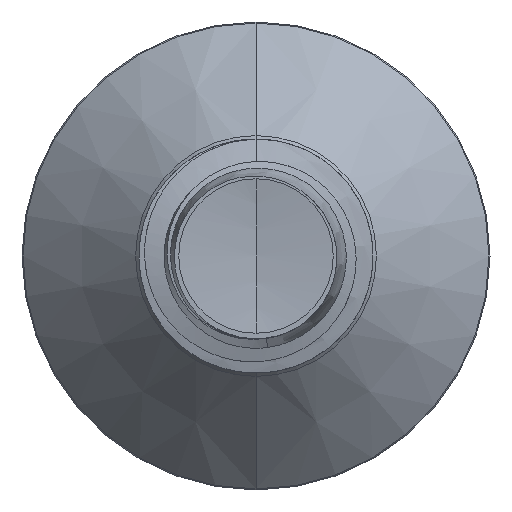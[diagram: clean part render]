
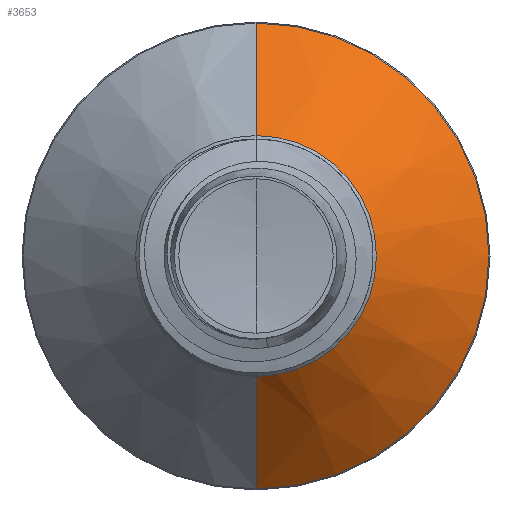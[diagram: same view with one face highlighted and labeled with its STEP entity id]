
A CAD part, front view. The second image highlights one B-rep face of the part: STEP entity #3653.
In plain terms, the highlighted conical face has half-angle 45 degrees and reference radius 3.088 mm.
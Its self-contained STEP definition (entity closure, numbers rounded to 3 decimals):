
#721 = VERTEX_POINT ( 'NONE', #4459 ) ;
#821 = EDGE_CURVE ( 'NONE', #24320, #2759, #19219, .T. ) ;
#978 = VERTEX_POINT ( 'NONE', #19406 ) ;
#994 = DIRECTION ( 'NONE',  ( 0., 0., 1. ) ) ;
#1163 = EDGE_CURVE ( 'NONE', #721, #24320, #17735, .T. ) ;
#1209 = ORIENTED_EDGE ( 'NONE', *, *, #821, .T. ) ;
#1651 = DIRECTION ( 'NONE',  ( 0., 0., 1. ) ) ;
#2064 = CARTESIAN_POINT ( 'NONE',  ( 0., 15.239, -3.089 ) ) ;
#2339 = CIRCLE ( 'NONE', #6969, 5.974 ) ;
#2759 = VERTEX_POINT ( 'NONE', #21224 ) ;
#2869 = CARTESIAN_POINT ( 'NONE',  ( 0., 15.239, 0. ) ) ;
#3653 = ADVANCED_FACE ( 'NONE', ( #9629 ), #8720, .T. ) ;
#4171 = EDGE_CURVE ( 'NONE', #721, #978, #8402, .T. ) ;
#4459 = CARTESIAN_POINT ( 'NONE',  ( 0., 15.239, 3.089 ) ) ;
#4489 = AXIS2_PLACEMENT_3D ( 'NONE', #23888, #12576, #994 ) ;
#6137 = EDGE_CURVE ( 'NONE', #978, #2759, #2339, .T. ) ;
#6823 = CARTESIAN_POINT ( 'NONE',  ( 0., 15.239, -3.089 ) ) ;
#6969 = AXIS2_PLACEMENT_3D ( 'NONE', #24561, #13290, #1651 ) ;
#8402 = LINE ( 'NONE', #23881, #9343 ) ;
#8720 = CONICAL_SURFACE ( 'NONE', #11826, 3.089, 0.785 ) ;
#8737 = DIRECTION ( 'NONE',  ( 0., 0.707, 0.707 ) ) ;
#9343 = VECTOR ( 'NONE', #8737, 1000. ) ;
#9629 = FACE_OUTER_BOUND ( 'NONE', #21165, .T. ) ;
#10844 = DIRECTION ( 'NONE',  ( 0., 0., 1. ) ) ;
#11826 = AXIS2_PLACEMENT_3D ( 'NONE', #2869, #16396, #10844 ) ;
#12576 = DIRECTION ( 'NONE',  ( 0., 1., 0. ) ) ;
#13290 = DIRECTION ( 'NONE',  ( 0., 1., 0. ) ) ;
#16396 = DIRECTION ( 'NONE',  ( 0., 1., 0. ) ) ;
#17518 = DIRECTION ( 'NONE',  ( 0., 0.707, -0.707 ) ) ;
#17735 = CIRCLE ( 'NONE', #4489, 3.089 ) ;
#18185 = ORIENTED_EDGE ( 'NONE', *, *, #1163, .T. ) ;
#19219 = LINE ( 'NONE', #2064, #19246 ) ;
#19246 = VECTOR ( 'NONE', #17518, 1000. ) ;
#19406 = CARTESIAN_POINT ( 'NONE',  ( 0., 18.124, 5.974 ) ) ;
#21165 = EDGE_LOOP ( 'NONE', ( #18185, #1209, #23455, #24373 ) ) ;
#21224 = CARTESIAN_POINT ( 'NONE',  ( 0., 18.124, -5.974 ) ) ;
#23455 = ORIENTED_EDGE ( 'NONE', *, *, #6137, .F. ) ;
#23881 = CARTESIAN_POINT ( 'NONE',  ( 0., 15.239, 3.089 ) ) ;
#23888 = CARTESIAN_POINT ( 'NONE',  ( 0., 15.239, 0. ) ) ;
#24320 = VERTEX_POINT ( 'NONE', #6823 ) ;
#24373 = ORIENTED_EDGE ( 'NONE', *, *, #4171, .F. ) ;
#24561 = CARTESIAN_POINT ( 'NONE',  ( 0., 18.124, 0. ) ) ;
